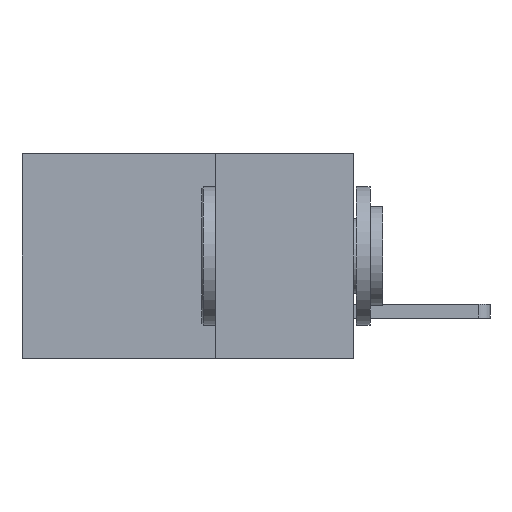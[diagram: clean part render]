
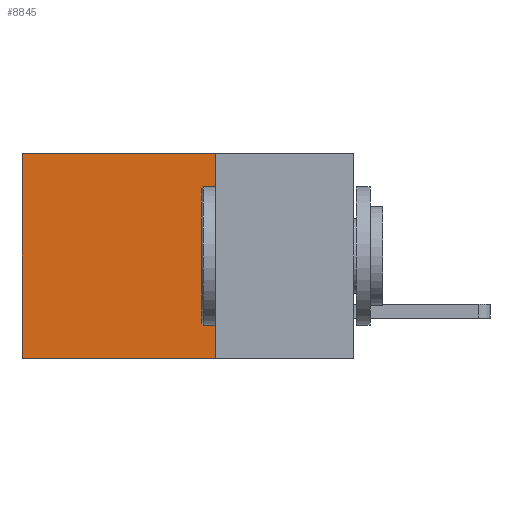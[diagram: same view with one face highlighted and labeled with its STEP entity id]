
A CAD part, left-side view. The second image highlights one B-rep face of the part: STEP entity #8845.
In plain terms, the highlighted planar face has unit normal (-1, 0, 0).
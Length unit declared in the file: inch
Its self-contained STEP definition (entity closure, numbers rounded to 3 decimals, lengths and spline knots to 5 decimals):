
#423 = CARTESIAN_POINT ( 'NONE',  ( 0.2875, 0.6, 0. ) ) ;
#425 = CARTESIAN_POINT ( 'NONE',  ( 0.2875, 0.25, 0. ) ) ;
#544 = ORIENTED_EDGE ( 'NONE', *, *, #3087, .T. ) ;
#659 = EDGE_CURVE ( 'NONE', #2392, #2389, #4898, .T. ) ;
#974 = EDGE_LOOP ( 'NONE', ( #4452, #5853, #2786, #544 ) ) ;
#1010 = CARTESIAN_POINT ( 'NONE',  ( 0.2875, 0.25, -0.37 ) ) ;
#1245 = CARTESIAN_POINT ( 'NONE',  ( 0.2875, 0.6, -0.37 ) ) ;
#1609 = DIRECTION ( 'NONE',  ( 0., 1., 0. ) ) ;
#2389 = VERTEX_POINT ( 'NONE', #1010 ) ;
#2392 = VERTEX_POINT ( 'NONE', #2992 ) ;
#2786 = ORIENTED_EDGE ( 'NONE', *, *, #659, .F. ) ;
#2992 = CARTESIAN_POINT ( 'NONE',  ( 0.2875, 0.25, 0. ) ) ;
#3087 = EDGE_CURVE ( 'NONE', #2392, #6109, #6196, .T. ) ;
#3404 = CARTESIAN_POINT ( 'NONE',  ( 0.2875, 0.25, 0. ) ) ;
#4452 = ORIENTED_EDGE ( 'NONE', *, *, #7697, .T. ) ;
#4564 = AXIS2_PLACEMENT_3D ( 'NONE', #425, #8165, #7551 ) ;
#4773 = VECTOR ( 'NONE', #7643, 39.37008 ) ;
#4820 = LINE ( 'NONE', #423, #4773 ) ;
#4898 = LINE ( 'NONE', #7774, #8393 ) ;
#5726 = DIRECTION ( 'NONE',  ( 0., 1., 0. ) ) ;
#5777 = VECTOR ( 'NONE', #1609, 39.37008 ) ;
#5853 = ORIENTED_EDGE ( 'NONE', *, *, #8709, .F. ) ;
#6109 = VERTEX_POINT ( 'NONE', #6897 ) ;
#6160 = VECTOR ( 'NONE', #5726, 39.37008 ) ;
#6196 = LINE ( 'NONE', #3404, #6160 ) ;
#6895 = FACE_OUTER_BOUND ( 'NONE', #974, .T. ) ;
#6897 = CARTESIAN_POINT ( 'NONE',  ( 0.2875, 0.6, 0. ) ) ;
#7253 = DIRECTION ( 'NONE',  ( 0., 0., -1. ) ) ;
#7551 = DIRECTION ( 'NONE',  ( 0., 0., -1. ) ) ;
#7643 = DIRECTION ( 'NONE',  ( 0., 0., -1. ) ) ;
#7697 = EDGE_CURVE ( 'NONE', #6109, #8516, #4820, .T. ) ;
#7774 = CARTESIAN_POINT ( 'NONE',  ( 0.2875, 0.25, 0. ) ) ;
#7897 = LINE ( 'NONE', #8068, #5777 ) ;
#8068 = CARTESIAN_POINT ( 'NONE',  ( 0.2875, 0.25, -0.37 ) ) ;
#8165 = DIRECTION ( 'NONE',  ( 1., 0., 0. ) ) ;
#8393 = VECTOR ( 'NONE', #7253, 39.37008 ) ;
#8516 = VERTEX_POINT ( 'NONE', #1245 ) ;
#8709 = EDGE_CURVE ( 'NONE', #2389, #8516, #7897, .T. ) ;
#8845 = ADVANCED_FACE ( 'NONE', ( #6895 ), #8919, .F. ) ;
#8919 = PLANE ( 'NONE',  #4564 ) ;
